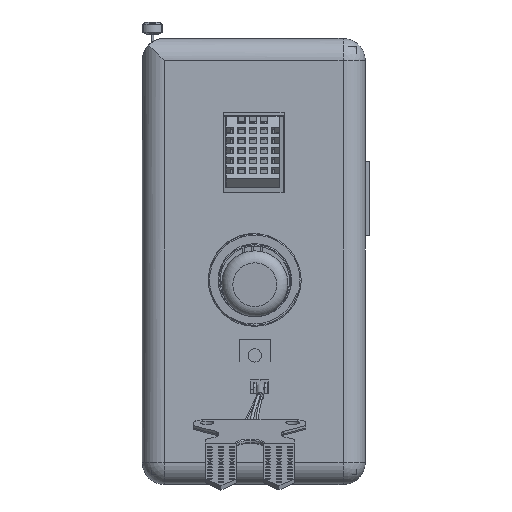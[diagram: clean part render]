
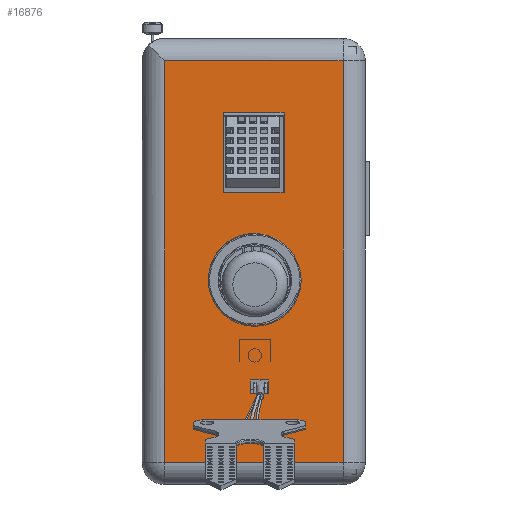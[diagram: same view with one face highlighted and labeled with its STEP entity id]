
A CAD part, left-side view. The second image highlights one B-rep face of the part: STEP entity #16876.
In plain terms, the highlighted planar face has unit normal (-1, 0, 0).
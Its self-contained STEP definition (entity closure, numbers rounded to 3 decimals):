
#609=PLANE('',#17890);
#1226=FACE_BOUND('',#2522,.T.);
#1227=FACE_BOUND('',#2523,.T.);
#1228=FACE_BOUND('',#2524,.T.);
#1561=FACE_OUTER_BOUND('',#2521,.T.);
#2521=EDGE_LOOP('',(#11831,#11832,#11833,#11834));
#2522=EDGE_LOOP('',(#11835,#11836,#11837,#11838));
#2523=EDGE_LOOP('',(#11839));
#2524=EDGE_LOOP('',(#11840,#11841,#11842,#11843));
#3704=LINE('',#24326,#5385);
#3719=LINE('',#24359,#5400);
#3721=LINE('',#24363,#5402);
#3723=LINE('',#24367,#5404);
#3725=LINE('',#24370,#5406);
#3728=LINE('',#24379,#5409);
#3730=LINE('',#24383,#5411);
#3732=LINE('',#24387,#5413);
#3734=LINE('',#24390,#5415);
#3739=LINE('',#24416,#5420);
#3740=LINE('',#24418,#5421);
#3741=LINE('',#24420,#5422);
#5385=VECTOR('',#19496,10.);
#5400=VECTOR('',#19531,10.);
#5402=VECTOR('',#19535,10.);
#5404=VECTOR('',#19539,10.);
#5406=VECTOR('',#19543,10.);
#5409=VECTOR('',#19552,10.);
#5411=VECTOR('',#19556,10.);
#5413=VECTOR('',#19560,10.);
#5415=VECTOR('',#19564,10.);
#5420=VECTOR('',#19601,10.);
#5421=VECTOR('',#19604,10.);
#5422=VECTOR('',#19607,10.);
#7057=CIRCLE('',#17862,10.15);
#7563=VERTEX_POINT('',#24211);
#7606=VERTEX_POINT('',#24323);
#7607=VERTEX_POINT('',#24325);
#7614=VERTEX_POINT('',#24356);
#7615=VERTEX_POINT('',#24358);
#7616=VERTEX_POINT('',#24362);
#7617=VERTEX_POINT('',#24366);
#7618=VERTEX_POINT('',#24372);
#7619=VERTEX_POINT('',#24376);
#7620=VERTEX_POINT('',#24378);
#7621=VERTEX_POINT('',#24382);
#7622=VERTEX_POINT('',#24386);
#7623=VERTEX_POINT('',#24392);
#9173=EDGE_CURVE('',#7606,#7607,#3704,.T.);
#9191=EDGE_CURVE('',#7615,#7614,#3719,.T.);
#9193=EDGE_CURVE('',#7616,#7615,#3721,.T.);
#9195=EDGE_CURVE('',#7617,#7616,#3723,.T.);
#9197=EDGE_CURVE('',#7614,#7617,#3725,.T.);
#9198=EDGE_CURVE('',#7618,#7618,#7057,.T.);
#9201=EDGE_CURVE('',#7620,#7619,#3728,.T.);
#9203=EDGE_CURVE('',#7621,#7620,#3730,.T.);
#9205=EDGE_CURVE('',#7622,#7621,#3732,.T.);
#9207=EDGE_CURVE('',#7619,#7622,#3734,.T.);
#9221=EDGE_CURVE('',#7607,#7623,#3739,.T.);
#9222=EDGE_CURVE('',#7623,#7563,#3740,.T.);
#9223=EDGE_CURVE('',#7563,#7606,#3741,.T.);
#11831=ORIENTED_EDGE('',*,*,#9173,.F.);
#11832=ORIENTED_EDGE('',*,*,#9223,.F.);
#11833=ORIENTED_EDGE('',*,*,#9222,.F.);
#11834=ORIENTED_EDGE('',*,*,#9221,.F.);
#11835=ORIENTED_EDGE('',*,*,#9195,.T.);
#11836=ORIENTED_EDGE('',*,*,#9193,.T.);
#11837=ORIENTED_EDGE('',*,*,#9191,.T.);
#11838=ORIENTED_EDGE('',*,*,#9197,.T.);
#11839=ORIENTED_EDGE('',*,*,#9198,.T.);
#11840=ORIENTED_EDGE('',*,*,#9205,.T.);
#11841=ORIENTED_EDGE('',*,*,#9203,.T.);
#11842=ORIENTED_EDGE('',*,*,#9201,.T.);
#11843=ORIENTED_EDGE('',*,*,#9207,.T.);
#16876=ADVANCED_FACE('',(#1561,#1226,#1227,#1228),#609,.T.);
#17862=AXIS2_PLACEMENT_3D('',#24373,#19546,#19547);
#17890=AXIS2_PLACEMENT_3D('',#24543,#19656,#19657);
#19496=DIRECTION('',(0.,-1.,0.));
#19531=DIRECTION('',(0.,0.,1.));
#19535=DIRECTION('',(0.,1.,0.));
#19539=DIRECTION('',(0.,0.,-1.));
#19543=DIRECTION('',(0.,-1.,0.));
#19546=DIRECTION('center_axis',(1.,0.,0.));
#19547=DIRECTION('ref_axis',(0.,-1.,0.));
#19552=DIRECTION('',(0.,0.,1.));
#19556=DIRECTION('',(0.,1.,0.));
#19560=DIRECTION('',(0.,0.,-1.));
#19564=DIRECTION('',(0.,-1.,0.));
#19601=DIRECTION('',(0.,0.,-1.));
#19604=DIRECTION('',(0.,1.,0.));
#19607=DIRECTION('',(0.,0.,1.));
#19656=DIRECTION('center_axis',(-1.,0.,0.));
#19657=DIRECTION('ref_axis',(0.,0.,1.));
#24211=CARTESIAN_POINT('',(0.,45.,5.));
#24323=CARTESIAN_POINT('',(0.,45.,95.));
#24325=CARTESIAN_POINT('',(0.,5.,95.));
#24326=CARTESIAN_POINT('',(0.,0.,95.));
#24356=CARTESIAN_POINT('',(0.,31.722,83.483));
#24358=CARTESIAN_POINT('',(0.,31.722,65.483));
#24359=CARTESIAN_POINT('',(0.,31.722,32.741));
#24362=CARTESIAN_POINT('',(0.,18.222,65.483));
#24363=CARTESIAN_POINT('',(0.,9.111,65.483));
#24366=CARTESIAN_POINT('',(0.,18.222,83.483));
#24367=CARTESIAN_POINT('',(0.,18.222,41.741));
#24370=CARTESIAN_POINT('',(0.,15.861,83.483));
#24372=CARTESIAN_POINT('',(0.,35.154,46.133));
#24373=CARTESIAN_POINT('Origin',(0.,25.004,46.133));
#24376=CARTESIAN_POINT('',(0.,25.717,23.452));
#24378=CARTESIAN_POINT('',(0.,25.717,20.452));
#24379=CARTESIAN_POINT('',(0.,25.717,10.226));
#24382=CARTESIAN_POINT('',(0.,21.717,20.452));
#24383=CARTESIAN_POINT('',(0.,10.858,20.452));
#24386=CARTESIAN_POINT('',(0.,21.717,23.452));
#24387=CARTESIAN_POINT('',(0.,21.717,11.726));
#24390=CARTESIAN_POINT('',(0.,12.858,23.452));
#24392=CARTESIAN_POINT('',(0.,5.,5.));
#24416=CARTESIAN_POINT('',(0.,5.,25.));
#24418=CARTESIAN_POINT('',(0.,0.,5.));
#24420=CARTESIAN_POINT('',(0.,45.,25.));
#24543=CARTESIAN_POINT('Origin',(0.,0.,0.));
